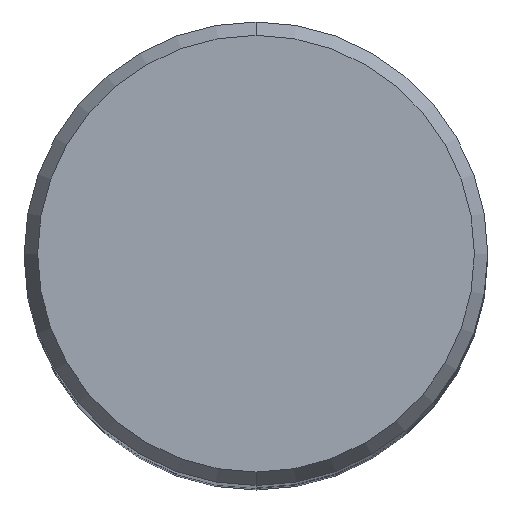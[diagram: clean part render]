
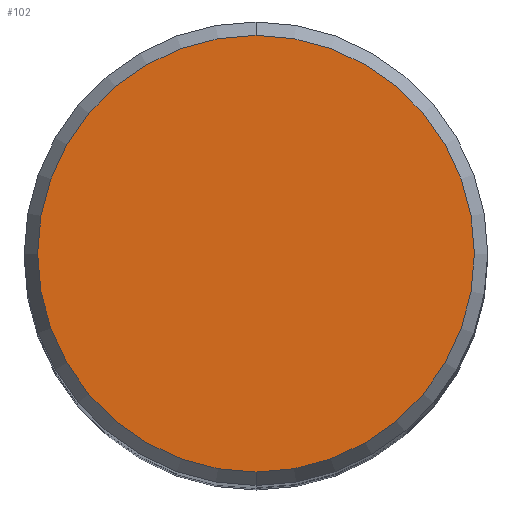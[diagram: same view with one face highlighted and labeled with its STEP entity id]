
A CAD part, top view. The second image highlights one B-rep face of the part: STEP entity #102.
In plain terms, the highlighted planar face has unit normal (0, 0, 1).
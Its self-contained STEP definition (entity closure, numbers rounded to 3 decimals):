
#88=VERTEX_POINT('',#211);
#94=EDGE_CURVE('',#88,#162,#217,.T.);
#102=ADVANCED_FACE('',(#226),#227,.T.);
#142=EDGE_CURVE('',#162,#88,#270,.T.);
#162=VERTEX_POINT('',#295);
#211=CARTESIAN_POINT('',(0.0,7.479,0.01));
#217=CIRCLE('',#348,7.479);
#226=FACE_OUTER_BOUND('',#359,.T.);
#227=PLANE('',#360);
#270=CIRCLE('',#412,7.479);
#295=CARTESIAN_POINT('',(0.,-7.479,0.01));
#348=AXIS2_PLACEMENT_3D('',#494,#495,#496);
#359=EDGE_LOOP('',(#512,#513));
#360=AXIS2_PLACEMENT_3D('',#514,#515,#516);
#412=AXIS2_PLACEMENT_3D('',#557,#558,#559);
#494=CARTESIAN_POINT('',(0.0,0.0,0.01));
#495=DIRECTION('',(0.0,0.0,-1.0));
#496=DIRECTION('',(0.0,1.0,0.0));
#512=ORIENTED_EDGE('',*,*,#94,.F.);
#513=ORIENTED_EDGE('',*,*,#142,.F.);
#514=CARTESIAN_POINT('',(0.0,3.74,0.01));
#515=DIRECTION('',(-0.0,0.0,1.0));
#516=DIRECTION('',(0.0,-1.0,0.0));
#557=CARTESIAN_POINT('',(0.0,0.0,0.01));
#558=DIRECTION('',(0.0,0.0,-1.0));
#559=DIRECTION('',(0.0,1.0,0.0));
